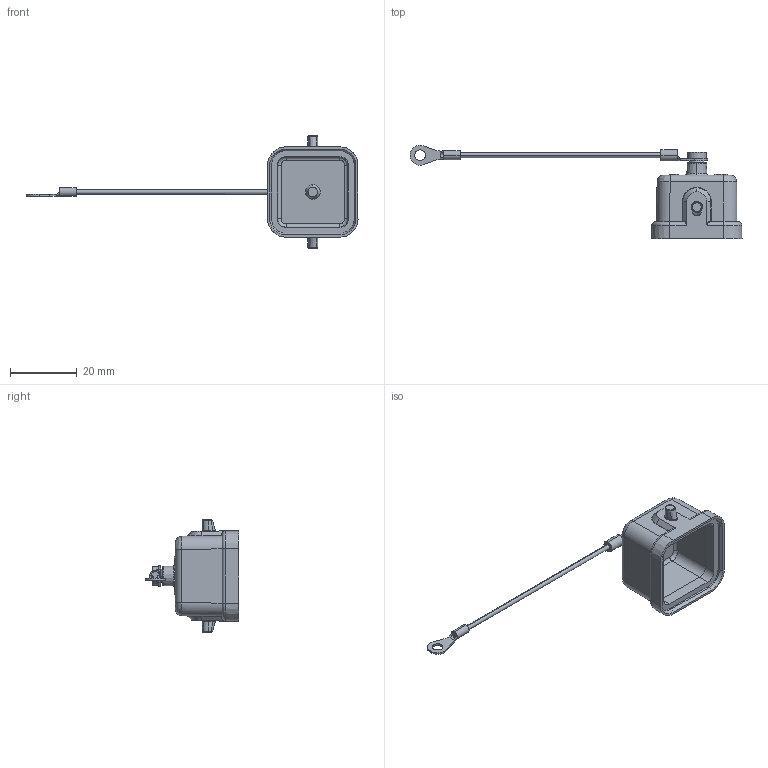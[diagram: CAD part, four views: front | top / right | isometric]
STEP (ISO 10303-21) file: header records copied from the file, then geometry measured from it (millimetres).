
FILE_DESCRIPTION((''),'2;1');
FILE_NAME('ASM0035_ASM_1_ASM','2023-12-14T',('lj.zou'),(''),'PRO/ENGINEER BY PARAMETRIC TECHNOLOGY CORPORATION, 2012480','PRO/ENGINEER BY PARAMETRIC TECHNOLOGY CORPORATION, 2012480','');
FILE_SCHEMA(('CONFIG_CONTROL_DESIGN'));
Length unit declared in the file: millimetre
Products named in the file (1): ASM0035_ASM_1_ASM
Bounding box: 99.25 x 27.95 x 33.5 mm (x, y, z)
Volume: 3837.6 mm3; surface area: 5217.9 mm2
Topology: 1 solids, 2 shells, 267 faces, 698 edges, 453 vertices
Faces by surface type: plane 108, cylinder 77, bspline 52, cone 19, torus 8, sphere 3
Entity records: 10872 total; most frequent: CARTESIAN_POINT 4570, ORIENTED_EDGE 1392, DIRECTION 1165, EDGE_CURVE 696, VERTEX_POINT 453, AXIS2_PLACEMENT_3D 412, VECTOR 341, LINE 341
